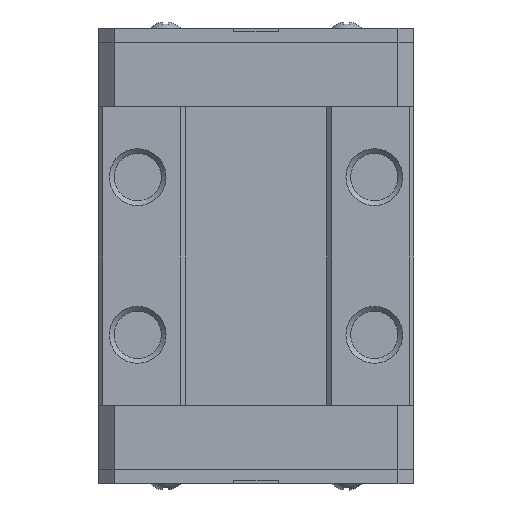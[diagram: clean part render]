
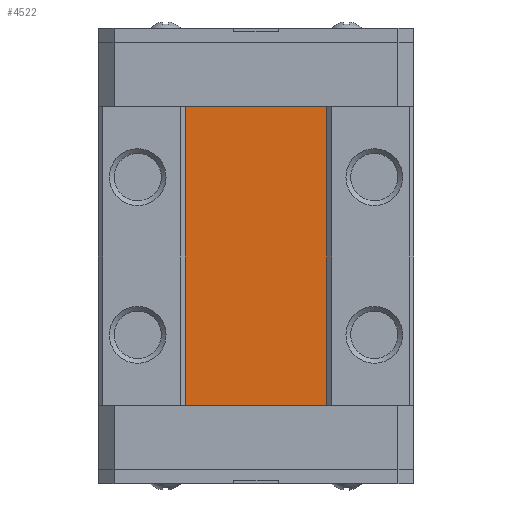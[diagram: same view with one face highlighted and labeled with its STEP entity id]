
A CAD part, front view. The second image highlights one B-rep face of the part: STEP entity #4522.
In plain terms, the highlighted planar face has unit normal (0, -1, 0).
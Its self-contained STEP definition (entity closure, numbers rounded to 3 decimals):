
#69=PLANE('',#4807);
#317=FACE_OUTER_BOUND('',#564,.T.);
#564=EDGE_LOOP('',(#3241,#3242,#3243,#3244));
#834=LINE('',#6577,#1369);
#840=LINE('',#6589,#1375);
#857=LINE('',#6624,#1392);
#858=LINE('',#6625,#1393);
#1369=VECTOR('',#5257,29.9);
#1375=VECTOR('',#5265,29.9);
#1392=VECTOR('',#5302,9.);
#1393=VECTOR('',#5303,9.);
#2052=VERTEX_POINT('',#6573);
#2054=VERTEX_POINT('',#6576);
#2057=VERTEX_POINT('',#6583);
#2059=VERTEX_POINT('',#6587);
#2512=EDGE_CURVE('',#2052,#2054,#834,.T.);
#2518=EDGE_CURVE('',#2057,#2059,#840,.T.);
#2537=EDGE_CURVE('',#2054,#2059,#857,.T.);
#2538=EDGE_CURVE('',#2052,#2057,#858,.T.);
#3241=ORIENTED_EDGE('',*,*,#2518,.T.);
#3242=ORIENTED_EDGE('',*,*,#2537,.F.);
#3243=ORIENTED_EDGE('',*,*,#2512,.F.);
#3244=ORIENTED_EDGE('',*,*,#2538,.T.);
#4522=ADVANCED_FACE('',(#317),#69,.T.);
#4807=AXIS2_PLACEMENT_3D('',#6623,#5300,#5301);
#5257=DIRECTION('',(0.,0.,-1.));
#5265=DIRECTION('',(0.,0.,-1.));
#5300=DIRECTION('center_axis',(0.,-1.,0.));
#5301=DIRECTION('ref_axis',(0.,0.,
1.));
#5302=DIRECTION('',(-1.,0.,0.));
#5303=DIRECTION('',(-1.,0.,0.));
#6573=CARTESIAN_POINT('',(4.5,-1.577,29.2));
#6576=CARTESIAN_POINT('',(4.5,-1.577,10.3));
#6577=CARTESIAN_POINT('',(4.5,-1.577,34.7));
#6583=CARTESIAN_POINT('',(-4.5,-1.577,29.2));
#6587=CARTESIAN_POINT('',(-4.5,-1.577,10.3));
#6589=CARTESIAN_POINT('',(-4.5,-1.577,34.7));
#6623=CARTESIAN_POINT('Origin',(0.,-1.577,
34.7));
#6624=CARTESIAN_POINT('',(4.5,-1.577,10.3));
#6625=CARTESIAN_POINT('',(4.5,-1.577,29.2));
